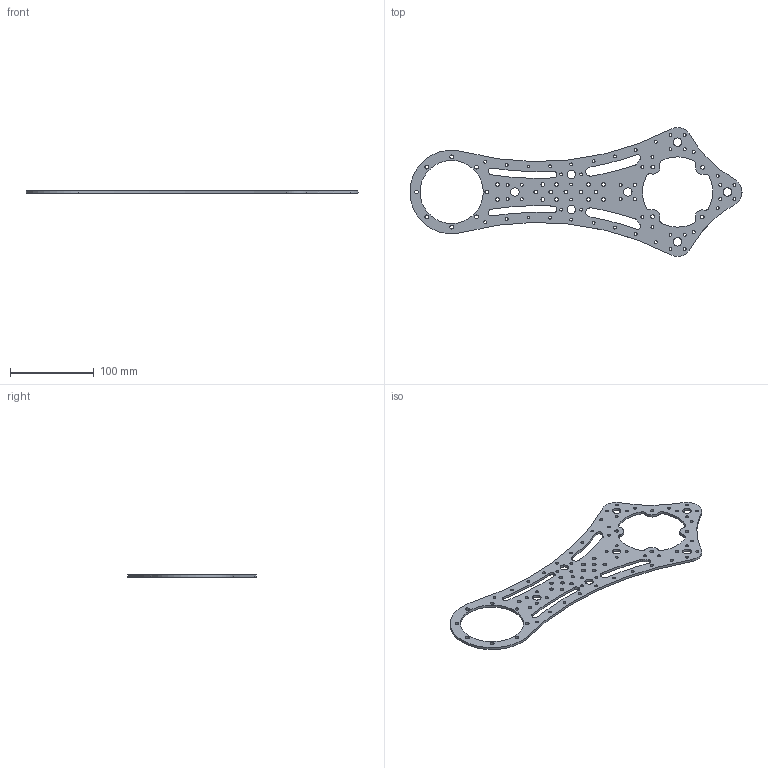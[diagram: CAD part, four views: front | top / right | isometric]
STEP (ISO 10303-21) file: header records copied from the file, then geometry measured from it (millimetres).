
FILE_DESCRIPTION(/* description */ (''),/* implementation_level */ '2;1');
FILE_NAME(/* name */ '2023.300.004 - Кронштейн ноги_v2.stp',/* time_stamp */ '2024-04-10T20:13:40+03:00',/* author */ (''),/* organization */ (''),/* preprocessor_version */ 'ST-DEVELOPER v16.7',/* originating_system */ 'SIEMENS PLM Software NX 12.0',/* authorisation */ '');
FILE_SCHEMA (('AUTOMOTIVE_DESIGN { 1 0 10303 214 3 1 1 1 }'));
Length unit declared in the file: millimetre
Products named in the file (1): 2023.300.004 - Кронштейн 
ноги_v2
Bounding box: 396.81 x 153.97 x 3 mm (x, y, z)
Volume: 65450.7 mm3; surface area: 53459.7 mm2
Topology: 1 solids, 1 shells, 143 faces, 423 edges, 282 vertices
Faces by surface type: cylinder 138, extrusion 3, plane 2
Full cylindrical faces by diameter (mm): 3.5 x52, 4.5 x27, 10.1 x7, 75.5 x1
Entity records: 4928 total; most frequent: DIRECTION 891, CARTESIAN_POINT 801, ORIENTED_EDGE 672, AXIS2_PLACEMENT_3D 417, EDGE_LOOP 414, FACE_BOUND 360, EDGE_CURVE 336, VERTEX_POINT 282
